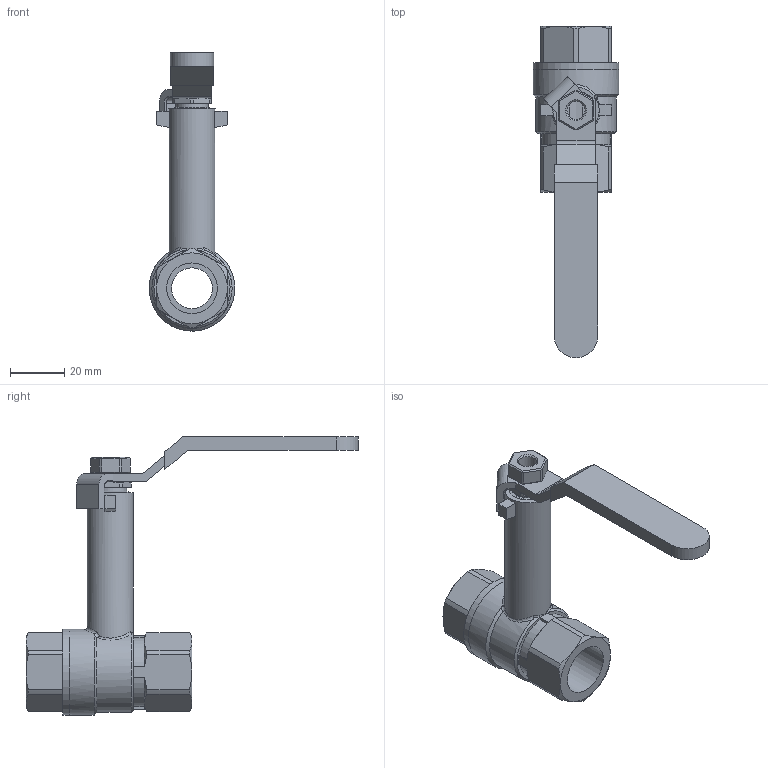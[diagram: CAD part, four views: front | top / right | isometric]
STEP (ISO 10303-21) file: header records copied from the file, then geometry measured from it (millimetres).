
FILE_DESCRIPTION(/* description */ ('Unknown'),/* implementation_level */ '2;1');
FILE_NAME(/* name */ '758-04',/* time_stamp */ '2022-08-09T08:47:06+02:00',/* author */ ('Unknown'),/* organization */ ('Unknown'),/* preprocessor_version */ 'ST-DEVELOPER v16.7',/* originating_system */ 'Solid Edge',/* authorisation */ 'Unknown');
FILE_SCHEMA (('AUTOMOTIVE_DESIGN {1 0 10303 214 3 1 1}'));
Length unit declared in the file: millimetre
Products named in the file (9): 758-04-1_2_DN15; Stahlgriff .015-.020; Stahlgriff ; Stahlgriff Ummantelung ; 758-04-1_2; Einschraubteil 758-04_1_2; Körper 758-04_1_2; Stopfbuchse 758__1_2 - 3_4; M8
Assembly tree (8 placements, depth 3):
  758-04-1_2_DN15
    Stahlgriff .015-.020
      Stahlgriff 
      Stahlgriff Ummantelung 
    758-04-1_2
      Einschraubteil 758-04_1_2
      Körper 758-04_1_2
      Stopfbuchse 758__1_2 - 3_4
    M8
Bounding box: 31.5 x 122.01 x 102.25 mm (x, y, z)
Volume: 34914.6 mm3; surface area: 28405.3 mm2
Topology: 6 solids, 6 shells, 228 faces, 575 edges, 371 vertices
Faces by surface type: plane 125, cylinder 57, cone 37, bspline 9
Full cylindrical faces by diameter (mm): 6.647 x1, 9 x2, 11 x1, 12 x1, 12.376 x2, 14 x1, 15 x2, 17 x1, 18.631 x2, 21 x2, 25.376 x2, 27 x1, 27.5 x1, 31.5 x2
Entity records: 8224 total; most frequent: CARTESIAN_POINT 1575, ORIENTED_EDGE 1056, DIRECTION 1050, EDGE_CURVE 528, AXIS2_PLACEMENT_3D 383, VERTEX_POINT 358, EDGE_LOOP 286, FACE_BOUND 286
